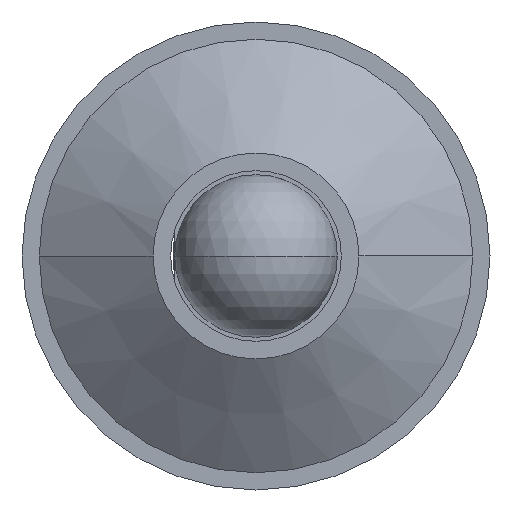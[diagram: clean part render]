
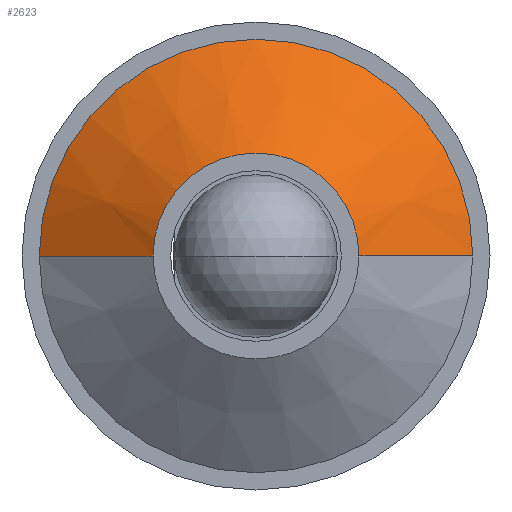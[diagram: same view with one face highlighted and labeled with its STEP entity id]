
A CAD part, left-side view. The second image highlights one B-rep face of the part: STEP entity #2623.
In plain terms, the highlighted conical face has half-angle 54.462 degrees and reference radius 4 mm.
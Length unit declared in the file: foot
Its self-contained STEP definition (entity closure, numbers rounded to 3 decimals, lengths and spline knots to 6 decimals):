
#180 = CARTESIAN_POINT ( 'NONE',  ( 0.004921, -0.013123, 0. ) ) ;
#386 = VERTEX_POINT ( 'NONE', #180 ) ;
#397 = LINE ( 'NONE', #3782, #3981 ) ;
#417 = EDGE_CURVE ( 'NONE', #825, #1509, #731, .T. ) ;
#731 = CIRCLE ( 'NONE', #4548, 0.006234 ) ;
#735 = VERTEX_POINT ( 'NONE', #2855 ) ;
#825 = VERTEX_POINT ( 'NONE', #2641 ) ;
#851 = DIRECTION ( 'NONE',  ( 0., 1., 0. ) ) ;
#935 = LINE ( 'NONE', #2195, #2668 ) ;
#1033 = DIRECTION ( 'NONE',  ( 1., 0., 0. ) ) ;
#1061 = EDGE_CURVE ( 'NONE', #735, #386, #2422, .T. ) ;
#1287 = DIRECTION ( 'NONE',  ( 0., 1., 0. ) ) ;
#1452 = CARTESIAN_POINT ( 'NONE',  ( 0.004921, 0., 0. ) ) ;
#1509 = VERTEX_POINT ( 'NONE', #4267 ) ;
#1540 = DIRECTION ( 'NONE',  ( 0., 1., 0. ) ) ;
#1766 = AXIS2_PLACEMENT_3D ( 'NONE', #1772, #4134, #1540 ) ;
#1772 = CARTESIAN_POINT ( 'NONE',  ( 0.004921, 0., 0. ) ) ;
#2038 = AXIS2_PLACEMENT_3D ( 'NONE', #1452, #1033, #851 ) ;
#2134 = DIRECTION ( 'NONE',  ( 0.581, -0.814, 0. ) ) ;
#2149 = ORIENTED_EDGE ( 'NONE', *, *, #1061, .F. ) ;
#2195 = CARTESIAN_POINT ( 'NONE',  ( 0.004921, -0.013123, 0. ) ) ;
#2314 = CONICAL_SURFACE ( 'NONE', #2038, 0.013123, 0.951 ) ;
#2422 = CIRCLE ( 'NONE', #1766, 0.013123 ) ;
#2623 = ADVANCED_FACE ( 'NONE', ( #4316 ), #2314, .T. ) ;
#2641 = CARTESIAN_POINT ( 'NONE',  ( 0., 0.006234, 0. ) ) ;
#2668 = VECTOR ( 'NONE', #2134, 3.28084 ) ;
#2791 = EDGE_LOOP ( 'NONE', ( #3672, #3364, #2149, #4291 ) ) ;
#2855 = CARTESIAN_POINT ( 'NONE',  ( 0.004921, 0.013123, 0. ) ) ;
#3273 = DIRECTION ( 'NONE',  ( 1., 0., 0. ) ) ;
#3364 = ORIENTED_EDGE ( 'NONE', *, *, #3499, .T. ) ;
#3499 = EDGE_CURVE ( 'NONE', #1509, #386, #935, .T. ) ;
#3659 = CARTESIAN_POINT ( 'NONE',  ( 0., 0., 0. ) ) ;
#3672 = ORIENTED_EDGE ( 'NONE', *, *, #417, .T. ) ;
#3761 = DIRECTION ( 'NONE',  ( 0.581, 0.814, 0. ) ) ;
#3782 = CARTESIAN_POINT ( 'NONE',  ( 0.004921, 0.013123, 0. ) ) ;
#3981 = VECTOR ( 'NONE', #3761, 3.28084 ) ;
#4027 = EDGE_CURVE ( 'NONE', #825, #735, #397, .T. ) ;
#4134 = DIRECTION ( 'NONE',  ( 1., 0., 0. ) ) ;
#4267 = CARTESIAN_POINT ( 'NONE',  ( 0., -0.006234, 0. ) ) ;
#4291 = ORIENTED_EDGE ( 'NONE', *, *, #4027, .F. ) ;
#4316 = FACE_OUTER_BOUND ( 'NONE', #2791, .T. ) ;
#4548 = AXIS2_PLACEMENT_3D ( 'NONE', #3659, #3273, #1287 ) ;
